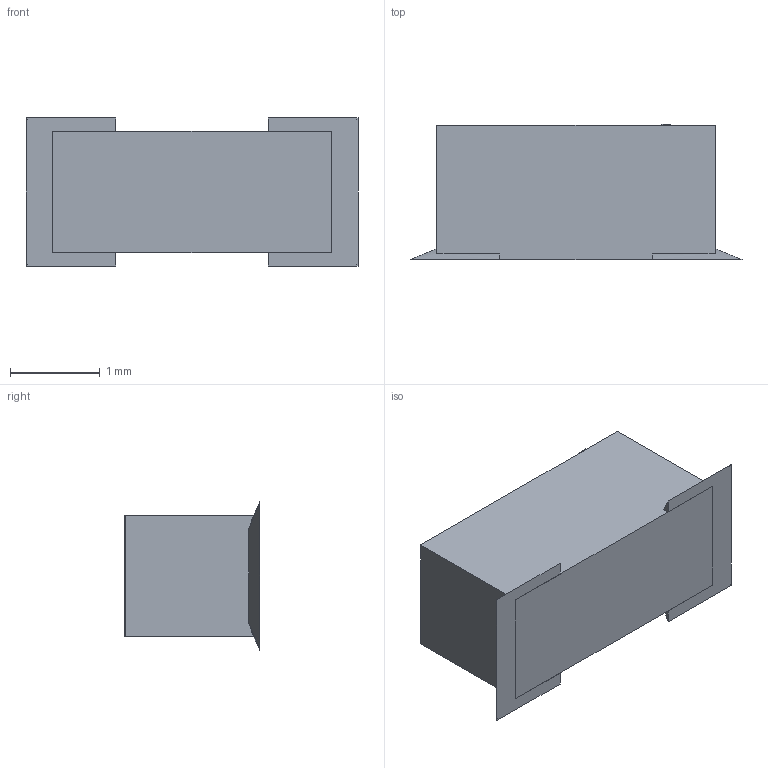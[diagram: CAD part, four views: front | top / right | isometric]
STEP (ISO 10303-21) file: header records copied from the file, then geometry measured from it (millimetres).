
FILE_DESCRIPTION (( 'STEP AP203' ), '1' );
FILE_NAME ('cap.step_Default_sldprt.STEP', '2024-05-06T01:25:39', ( '' ), ( '' ), 'SwSTEP 2.0', 'SolidWorks 2021', '' );
FILE_SCHEMA (( 'CONFIG_CONTROL_DESIGN' ));
Length unit declared in the file: millimetre
Products named in the file (1): cap.step_Default_sldprt
Bounding box: 3.7 x 1.51 x 1.65 mm (x, y, z)
Volume: 6.4 mm3; surface area: 25.5 mm2
Topology: 4 solids, 4 shells, 30 faces, 66 edges, 44 vertices
Faces by surface type: plane 24, cylinder 6
Entity records: 889 total; most frequent: CARTESIAN_POINT 153, DIRECTION 132, ORIENTED_EDGE 132, EDGE_CURVE 66, VECTOR 54, LINE 54, VERTEX_POINT 44, AXIS2_PLACEMENT_3D 39
